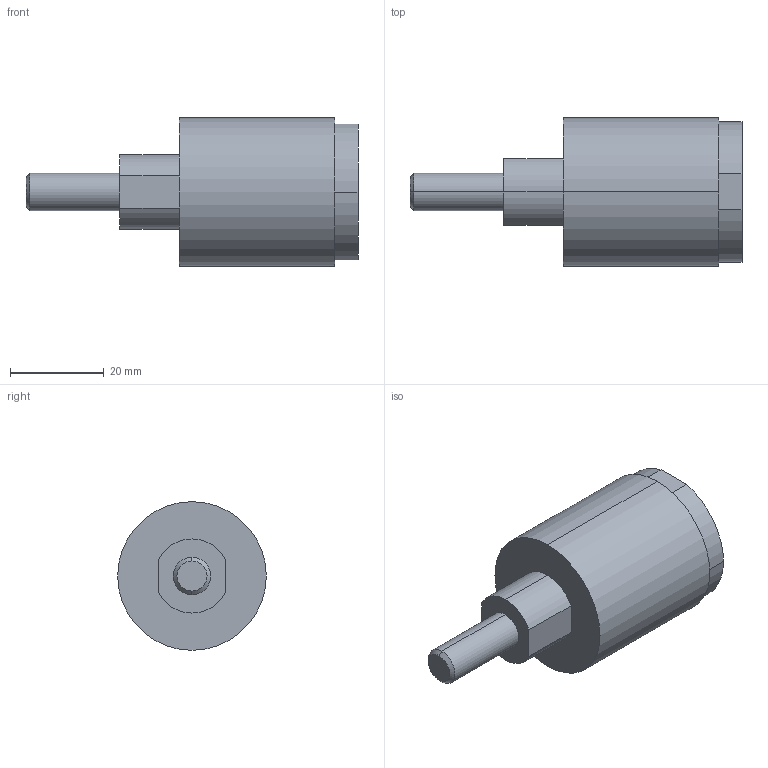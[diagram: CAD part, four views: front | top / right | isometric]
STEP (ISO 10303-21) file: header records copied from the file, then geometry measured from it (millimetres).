
FILE_DESCRIPTION((''),'2;1');
FILE_NAME('ACA080M.stp','2000-11-09T08:52:47',(''),(''),'AutoCAD STEP 2000','AutoCAD 2000',', , ');
FILE_SCHEMA(('CONFIG_CONTROL_DESIGN'));
Length unit declared in the file: millimetre
Bounding box: 70.8 x 31.7 x 31.7 mm (x, y, z)
Volume: 32020.1 mm3; surface area: 6962.1 mm2
Topology: 1 solids, 3 shells, 54 faces, 130 edges, 86 vertices
Faces by surface type: plane 35, cylinder 14, bspline 3, cone 2
Entity records: 1661 total; most frequent: CARTESIAN_POINT 280, DIRECTION 264, ORIENTED_EDGE 260, EDGE_CURVE 130, VECTOR 100, LINE 100, VERTEX_POINT 86, AXIS2_PLACEMENT_3D 82
